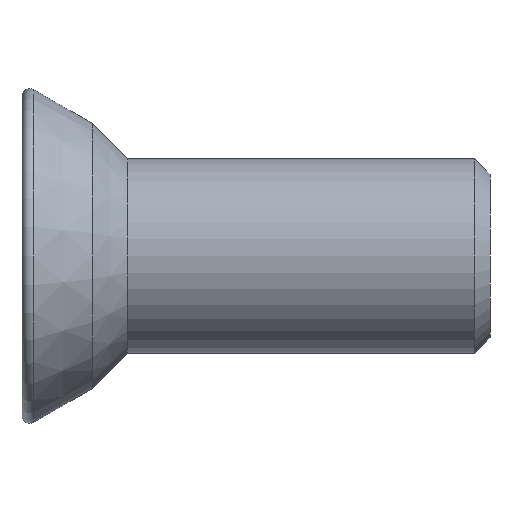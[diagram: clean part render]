
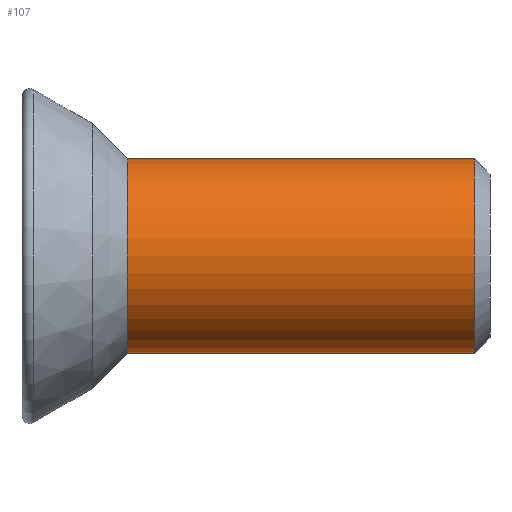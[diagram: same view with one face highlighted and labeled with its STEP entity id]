
A CAD part, front view. The second image highlights one B-rep face of the part: STEP entity #107.
In plain terms, the highlighted cylindrical face has radius 2.5 mm (diameter 5 mm), a partial arc.
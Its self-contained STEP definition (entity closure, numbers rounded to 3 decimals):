
#24 = DIRECTION ( 'NONE',  ( -1., 0., 0. ) ) ;
#35 = VERTEX_POINT ( 'NONE', #874 ) ;
#50 = CARTESIAN_POINT ( 'NONE',  ( 11.6, 0., 0. ) ) ;
#60 = DIRECTION ( 'NONE',  ( 0., 0., 1. ) ) ;
#73 = VECTOR ( 'NONE', #139, 1000. ) ;
#90 = EDGE_CURVE ( 'NONE', #526, #650, #346, .T. ) ;
#107 = ADVANCED_FACE ( 'NONE', ( #763 ), #756, .T. ) ;
#139 = DIRECTION ( 'NONE',  ( -1., 0., 0. ) ) ;
#181 = CARTESIAN_POINT ( 'NONE',  ( 11.6, 0., -2.5 ) ) ;
#186 = EDGE_CURVE ( 'NONE', #389, #35, #849, .T. ) ;
#283 = CARTESIAN_POINT ( 'NONE',  ( 2.7, 0., 0. ) ) ;
#335 = EDGE_LOOP ( 'NONE', ( #502, #511, #359, #889 ) ) ;
#340 = CARTESIAN_POINT ( 'NONE',  ( 2.7, 0., -2.5 ) ) ;
#346 = LINE ( 'NONE', #820, #73 ) ;
#359 = ORIENTED_EDGE ( 'NONE', *, *, #186, .T. ) ;
#372 = CARTESIAN_POINT ( 'NONE',  ( -1.163, 0., 2.5 ) ) ;
#389 = VERTEX_POINT ( 'NONE', #654 ) ;
#412 = CIRCLE ( 'NONE', #877, 2.5 ) ;
#469 = DIRECTION ( 'NONE',  ( 0., 0., 1. ) ) ;
#470 = DIRECTION ( 'NONE',  ( -1., 0., 0. ) ) ;
#472 = CARTESIAN_POINT ( 'NONE',  ( -1.163, 0., 0. ) ) ;
#502 = ORIENTED_EDGE ( 'NONE', *, *, #90, .F. ) ;
#511 = ORIENTED_EDGE ( 'NONE', *, *, #655, .T. ) ;
#526 = VERTEX_POINT ( 'NONE', #181 ) ;
#557 = AXIS2_PLACEMENT_3D ( 'NONE', #283, #24, #711 ) ;
#630 = AXIS2_PLACEMENT_3D ( 'NONE', #472, #749, #469 ) ;
#650 = VERTEX_POINT ( 'NONE', #340 ) ;
#654 = CARTESIAN_POINT ( 'NONE',  ( 11.6, 0., 2.5 ) ) ;
#655 = EDGE_CURVE ( 'NONE', #526, #389, #412, .T. ) ;
#706 = VECTOR ( 'NONE', #769, 1000. ) ;
#711 = DIRECTION ( 'NONE',  ( 0., 0., 1. ) ) ;
#749 = DIRECTION ( 'NONE',  ( -1., 0., 0. ) ) ;
#756 = CYLINDRICAL_SURFACE ( 'NONE', #630, 2.5 ) ;
#763 = FACE_OUTER_BOUND ( 'NONE', #335, .T. ) ;
#769 = DIRECTION ( 'NONE',  ( -1., 0., 0. ) ) ;
#795 = CIRCLE ( 'NONE', #557, 2.5 ) ;
#810 = EDGE_CURVE ( 'NONE', #650, #35, #795, .T. ) ;
#820 = CARTESIAN_POINT ( 'NONE',  ( -1.163, 0., -2.5 ) ) ;
#849 = LINE ( 'NONE', #372, #706 ) ;
#874 = CARTESIAN_POINT ( 'NONE',  ( 2.7, 0., 2.5 ) ) ;
#877 = AXIS2_PLACEMENT_3D ( 'NONE', #50, #470, #60 ) ;
#889 = ORIENTED_EDGE ( 'NONE', *, *, #810, .F. ) ;
